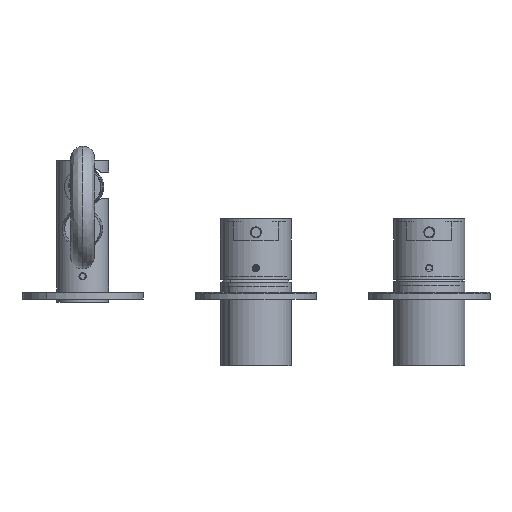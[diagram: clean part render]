
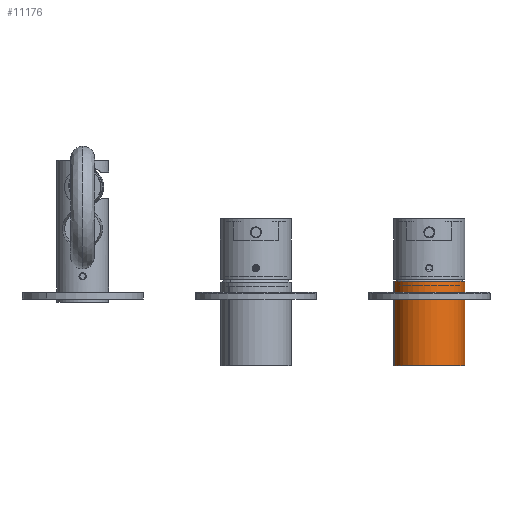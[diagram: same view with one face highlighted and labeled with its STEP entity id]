
A CAD part, front view. The second image highlights one B-rep face of the part: STEP entity #11176.
In plain terms, the highlighted cylindrical face has radius 20.5 mm (diameter 41 mm), a partial arc.
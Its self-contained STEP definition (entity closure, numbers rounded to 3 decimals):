
#2488 = FACE_OUTER_BOUND ( 'NONE', #14934, .T. ) ;
#3806 = ORIENTED_EDGE ( 'NONE', *, *, #38091, .F. ) ;
#5145 = DIRECTION ( 'NONE',  ( 0., 1., 0. ) ) ;
#8775 = DIRECTION ( 'NONE',  ( 0., 1., 0. ) ) ;
#9913 = VECTOR ( 'NONE', #56124, 1000. ) ;
#10131 = VERTEX_POINT ( 'NONE', #58077 ) ;
#11176 = ADVANCED_FACE ( 'NONE', ( #2488 ), #57763, .T. ) ;
#14013 = CIRCLE ( 'NONE', #57695, 20.5 ) ;
#14819 = CARTESIAN_POINT ( 'NONE',  ( 0., -48.6, 20.5 ) ) ;
#14918 = VECTOR ( 'NONE', #5145, 1000. ) ;
#14934 = EDGE_LOOP ( 'NONE', ( #51116, #49215, #65791, #3806 ) ) ;
#15080 = CARTESIAN_POINT ( 'NONE',  ( 0., -48.6, 20.5 ) ) ;
#15125 = AXIS2_PLACEMENT_3D ( 'NONE', #42764, #63405, #32764 ) ;
#20800 = LINE ( 'NONE', #61426, #14918 ) ;
#21090 = CARTESIAN_POINT ( 'NONE',  ( 0., 0., 20.5 ) ) ;
#21151 = EDGE_CURVE ( 'NONE', #63282, #43021, #28331, .T. ) ;
#28331 = CIRCLE ( 'NONE', #56983, 20.5 ) ;
#28688 = DIRECTION ( 'NONE',  ( 0., 1., 0. ) ) ;
#32764 = DIRECTION ( 'NONE',  ( 0., 0., 1. ) ) ;
#34321 = EDGE_CURVE ( 'NONE', #63282, #10131, #20800, .T. ) ;
#38091 = EDGE_CURVE ( 'NONE', #10131, #57533, #14013, .T. ) ;
#38328 = CARTESIAN_POINT ( 'NONE',  ( 0., -48.6, 0. ) ) ;
#40381 = CARTESIAN_POINT ( 'NONE',  ( 0., 0., 0. ) ) ;
#41153 = LINE ( 'NONE', #14819, #9913 ) ;
#42764 = CARTESIAN_POINT ( 'NONE',  ( 0., -48.6, 0. ) ) ;
#43021 = VERTEX_POINT ( 'NONE', #15080 ) ;
#43147 = CARTESIAN_POINT ( 'NONE',  ( 0., -48.6, -20.5 ) ) ;
#43803 = EDGE_CURVE ( 'NONE', #43021, #57533, #41153, .T. ) ;
#44306 = DIRECTION ( 'NONE',  ( 0., 0., 1. ) ) ;
#49215 = ORIENTED_EDGE ( 'NONE', *, *, #21151, .T. ) ;
#51116 = ORIENTED_EDGE ( 'NONE', *, *, #34321, .F. ) ;
#56124 = DIRECTION ( 'NONE',  ( 0., 1., 0. ) ) ;
#56983 = AXIS2_PLACEMENT_3D ( 'NONE', #38328, #28688, #44306 ) ;
#57533 = VERTEX_POINT ( 'NONE', #21090 ) ;
#57695 = AXIS2_PLACEMENT_3D ( 'NONE', #40381, #8775, #65025 ) ;
#57763 = CYLINDRICAL_SURFACE ( 'NONE', #15125, 20.5 ) ;
#58077 = CARTESIAN_POINT ( 'NONE',  ( 0., 0., -20.5 ) ) ;
#61426 = CARTESIAN_POINT ( 'NONE',  ( 0., -48.6, -20.5 ) ) ;
#63282 = VERTEX_POINT ( 'NONE', #43147 ) ;
#63405 = DIRECTION ( 'NONE',  ( 0., 1., 0. ) ) ;
#65025 = DIRECTION ( 'NONE',  ( 0., 0., 1. ) ) ;
#65791 = ORIENTED_EDGE ( 'NONE', *, *, #43803, .T. ) ;
